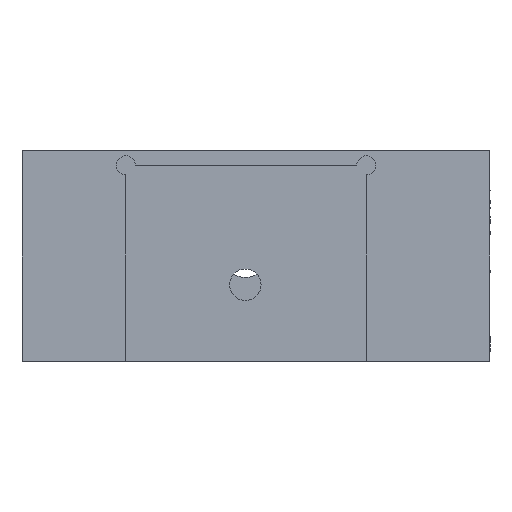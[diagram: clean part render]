
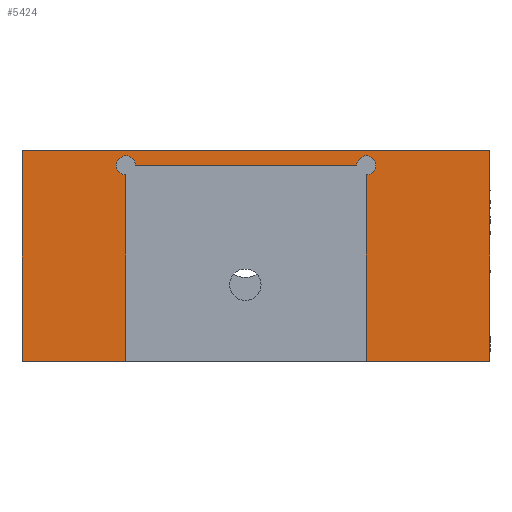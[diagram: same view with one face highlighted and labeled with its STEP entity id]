
A CAD part, front view. The second image highlights one B-rep face of the part: STEP entity #5424.
In plain terms, the highlighted planar face has unit normal (0, -1, 0).
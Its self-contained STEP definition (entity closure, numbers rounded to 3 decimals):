
#13 = EDGE_CURVE ( 'NONE', #20387, #911, #19941, .T. ) ;
#208 = CARTESIAN_POINT ( 'NONE',  ( 11.552, -13.446, 9.486 ) ) ;
#242 = CARTESIAN_POINT ( 'NONE',  ( -23.5, -13.446, 11. ) ) ;
#359 = EDGE_CURVE ( 'NONE', #7877, #19773, #14353, .T. ) ;
#669 = DIRECTION ( 'NONE',  ( 1., 0., 0. ) ) ;
#911 = VERTEX_POINT ( 'NONE', #2054 ) ;
#1793 = AXIS2_PLACEMENT_3D ( 'NONE', #10724, #10973, #12907 ) ;
#2054 = CARTESIAN_POINT ( 'NONE',  ( -11.622, -13.446, 9.486 ) ) ;
#2339 = CARTESIAN_POINT ( 'NONE',  ( 25.5, -13.446, 11. ) ) ;
#3095 = PLANE ( 'NONE',  #1793 ) ;
#3736 = LINE ( 'NONE', #242, #11340 ) ;
#4961 = VECTOR ( 'NONE', #20602, 1000. ) ;
#5424 = ADVANCED_FACE ( 'NONE', ( #8771 ), #3095, .F. ) ;
#5596 = CARTESIAN_POINT ( 'NONE',  ( 25.5, -13.446, 11. ) ) ;
#6006 = VERTEX_POINT ( 'NONE', #23023 ) ;
#6012 = VECTOR ( 'NONE', #17765, 1000. ) ;
#6549 = CARTESIAN_POINT ( 'NONE',  ( 12.552, -13.446, 9.486 ) ) ;
#7131 = CARTESIAN_POINT ( 'NONE',  ( 12.552, -13.446, 8.486 ) ) ;
#7570 = LINE ( 'NONE', #9752, #16524 ) ;
#7688 = AXIS2_PLACEMENT_3D ( 'NONE', #14923, #22806, #24485 ) ;
#7795 = DIRECTION ( 'NONE',  ( -1., 0., 0. ) ) ;
#7877 = VERTEX_POINT ( 'NONE', #14211 ) ;
#7938 = LINE ( 'NONE', #12337, #6012 ) ;
#8057 = EDGE_CURVE ( 'NONE', #11545, #7877, #3736, .T. ) ;
#8444 = DIRECTION ( 'NONE',  ( 0., 0., -1. ) ) ;
#8540 = DIRECTION ( 'NONE',  ( -1., 0., 0. ) ) ;
#8771 = FACE_OUTER_BOUND ( 'NONE', #14559, .T. ) ;
#8776 = ORIENTED_EDGE ( 'NONE', *, *, #11562, .F. ) ;
#9259 = DIRECTION ( 'NONE',  ( 0., 0., -1. ) ) ;
#9719 = VERTEX_POINT ( 'NONE', #7131 ) ;
#9729 = CARTESIAN_POINT ( 'NONE',  ( -12.622, -13.446, 9.486 ) ) ;
#9752 = CARTESIAN_POINT ( 'NONE',  ( 12.552, -13.446, 9.486 ) ) ;
#10342 = ORIENTED_EDGE ( 'NONE', *, *, #359, .F. ) ;
#10459 = VECTOR ( 'NONE', #7795, 1000. ) ;
#10724 = CARTESIAN_POINT ( 'NONE',  ( 12.375, -13.446, -15.511 ) ) ;
#10973 = DIRECTION ( 'NONE',  ( 0., 1., 0. ) ) ;
#11062 = AXIS2_PLACEMENT_3D ( 'NONE', #6549, #14421, #18032 ) ;
#11340 = VECTOR ( 'NONE', #11743, 1000. ) ;
#11545 = VERTEX_POINT ( 'NONE', #23700 ) ;
#11562 = EDGE_CURVE ( 'NONE', #19773, #23988, #7938, .T. ) ;
#11641 = ORIENTED_EDGE ( 'NONE', *, *, #21717, .F. ) ;
#11715 = EDGE_CURVE ( 'NONE', #911, #20812, #22134, .T. ) ;
#11725 = CARTESIAN_POINT ( 'NONE',  ( 12.552, -13.446, -11. ) ) ;
#11743 = DIRECTION ( 'NONE',  ( 0., 0., 1. ) ) ;
#12317 = LINE ( 'NONE', #12449, #22233 ) ;
#12337 = CARTESIAN_POINT ( 'NONE',  ( 25.5, -13.446, -11. ) ) ;
#12449 = CARTESIAN_POINT ( 'NONE',  ( -12.622, -13.446, 9.486 ) ) ;
#12907 = DIRECTION ( 'NONE',  ( 1., 0., 0. ) ) ;
#13953 = ORIENTED_EDGE ( 'NONE', *, *, #17282, .F. ) ;
#14211 = CARTESIAN_POINT ( 'NONE',  ( -23.5, -13.446, 11. ) ) ;
#14353 = LINE ( 'NONE', #2339, #21594 ) ;
#14421 = DIRECTION ( 'NONE',  ( 0., -1., 0. ) ) ;
#14559 = EDGE_LOOP ( 'NONE', ( #24370, #11641, #16589, #23269, #8776, #10342, #19612, #15080, #13953, #18453 ) ) ;
#14923 = CARTESIAN_POINT ( 'NONE',  ( -12.622, -13.446, 9.486 ) ) ;
#15080 = ORIENTED_EDGE ( 'NONE', *, *, #22860, .F. ) ;
#15661 = VERTEX_POINT ( 'NONE', #11725 ) ;
#16289 = LINE ( 'NONE', #16676, #19008 ) ;
#16446 = LINE ( 'NONE', #18783, #4961 ) ;
#16524 = VECTOR ( 'NONE', #9259, 1000. ) ;
#16589 = ORIENTED_EDGE ( 'NONE', *, *, #24865, .T. ) ;
#16676 = CARTESIAN_POINT ( 'NONE',  ( -23.5, -13.446, -11. ) ) ;
#17282 = EDGE_CURVE ( 'NONE', #20812, #6006, #12317, .T. ) ;
#17765 = DIRECTION ( 'NONE',  ( 0., 0., -1. ) ) ;
#18032 = DIRECTION ( 'NONE',  ( 0., 0., -1. ) ) ;
#18453 = ORIENTED_EDGE ( 'NONE', *, *, #11715, .F. ) ;
#18783 = CARTESIAN_POINT ( 'NONE',  ( -23.5, -13.446, -11. ) ) ;
#18911 = CIRCLE ( 'NONE', #11062, 1. ) ;
#19008 = VECTOR ( 'NONE', #8540, 1000. ) ;
#19612 = ORIENTED_EDGE ( 'NONE', *, *, #8057, .F. ) ;
#19773 = VERTEX_POINT ( 'NONE', #5596 ) ;
#19941 = LINE ( 'NONE', #9729, #10459 ) ;
#20387 = VERTEX_POINT ( 'NONE', #208 ) ;
#20602 = DIRECTION ( 'NONE',  ( -1., 0., 0. ) ) ;
#20812 = VERTEX_POINT ( 'NONE', #24184 ) ;
#21594 = VECTOR ( 'NONE', #669, 1000. ) ;
#21717 = EDGE_CURVE ( 'NONE', #9719, #20387, #18911, .T. ) ;
#22134 = CIRCLE ( 'NONE', #7688, 1. ) ;
#22233 = VECTOR ( 'NONE', #8444, 1000. ) ;
#22806 = DIRECTION ( 'NONE',  ( 0., -1., 0. ) ) ;
#22860 = EDGE_CURVE ( 'NONE', #6006, #11545, #16446, .T. ) ;
#23023 = CARTESIAN_POINT ( 'NONE',  ( -12.622, -13.446, -11. ) ) ;
#23269 = ORIENTED_EDGE ( 'NONE', *, *, #23904, .F. ) ;
#23700 = CARTESIAN_POINT ( 'NONE',  ( -23.5, -13.446, -11. ) ) ;
#23904 = EDGE_CURVE ( 'NONE', #23988, #15661, #16289, .T. ) ;
#23988 = VERTEX_POINT ( 'NONE', #24696 ) ;
#24184 = CARTESIAN_POINT ( 'NONE',  ( -12.622, -13.446, 8.486 ) ) ;
#24370 = ORIENTED_EDGE ( 'NONE', *, *, #13, .F. ) ;
#24485 = DIRECTION ( 'NONE',  ( 0., 0., -1. ) ) ;
#24696 = CARTESIAN_POINT ( 'NONE',  ( 25.5, -13.446, -11. ) ) ;
#24865 = EDGE_CURVE ( 'NONE', #9719, #15661, #7570, .T. ) ;
